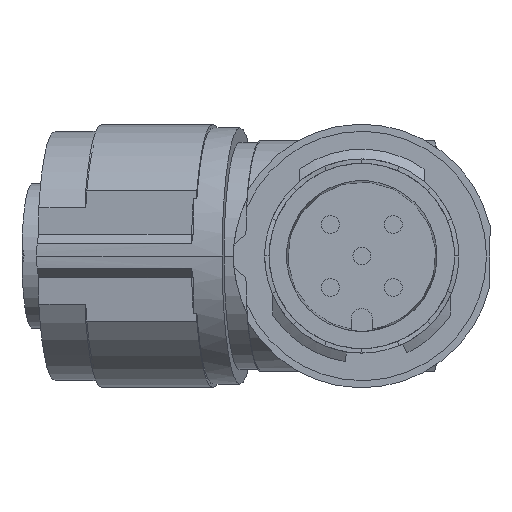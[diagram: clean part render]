
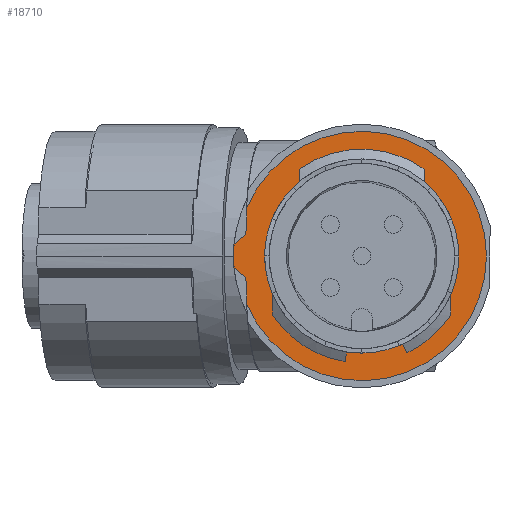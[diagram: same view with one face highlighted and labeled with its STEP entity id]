
A CAD part, left-side view. The second image highlights one B-rep face of the part: STEP entity #18710.
In plain terms, the highlighted planar face has unit normal (-1, 0, 0).
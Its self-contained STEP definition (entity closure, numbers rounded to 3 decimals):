
#5140=CARTESIAN_POINT('',(-37.178,5.264,
1.411));
#5150=VERTEX_POINT('',#5140);
#8210=CARTESIAN_POINT('',(-37.178,-5.264,
-1.411));
#8220=VERTEX_POINT('',#8210);
#8250=CARTESIAN_POINT('',(-37.178,0.,
0.));
#8260=DIRECTION('',(1.,0.,0.));
#8270=DIRECTION('',(0.,0.966,
0.259));
#8280=AXIS2_PLACEMENT_3D('',#8250,#8260,#8270);
#8290=CIRCLE('',#8280,5.45);
#8300=EDGE_CURVE('',#8220,#5150,#8290,.T.);
#18050=CARTESIAN_POINT('',(-37.178,-6.225,
0.));
#18060=DIRECTION('',(-1.,0.,0.));
#18070=DIRECTION('',(0.,0.,-1.));
#18080=AXIS2_PLACEMENT_3D('',#18050,#18060,#18070);
#18090=PLANE('',#18080);
#18100=EDGE_CURVE('',#5150,#8220,#8290,.T.);
#18110=ORIENTED_EDGE('',*,*,#18100,.T.);
#18120=ORIENTED_EDGE('',*,*,#8300,.T.);
#18130=EDGE_LOOP('',(#18120,#18110));
#18140=FACE_BOUND('',#18130,.T.);
#18150=CARTESIAN_POINT('',(-37.178,-6.975,
12.128));
#18160=DIRECTION('',(0.,-0.777,
0.629));
#18170=VECTOR('',#18160,1.);
#18180=LINE('',#18150,#18170);
#18190=CARTESIAN_POINT('',(-37.178,7.168,
0.675));
#18200=VERTEX_POINT('',#18190);
#18210=CARTESIAN_POINT('',(-37.178,6.507,
1.21));
#18220=VERTEX_POINT('',#18210);
#18230=EDGE_CURVE('',#18200,#18220,#18180,.T.);
#18240=ORIENTED_EDGE('',*,*,#18230,.F.);
#18250=CARTESIAN_POINT('',(-37.178,6.55,
0.));
#18260=DIRECTION('',(0.,-0.035,
0.999));
#18270=VECTOR('',#18260,1.);
#18280=LINE('',#18250,#18270);
#18290=CARTESIAN_POINT('',(-37.178,6.455,
2.708));
#18300=VERTEX_POINT('',#18290);
#18310=EDGE_CURVE('',#18220,#18300,#18280,.T.);
#18320=ORIENTED_EDGE('',*,*,#18310,.F.);
#18330=CARTESIAN_POINT('',(-37.178,0.,
0.));
#18340=DIRECTION('',(-1.,0.,0.));
#18350=DIRECTION('',(0.,0.,-1.));
#18360=AXIS2_PLACEMENT_3D('',#18330,#18340,#18350);
#18370=CIRCLE('',#18360,7.);
#18380=CARTESIAN_POINT('',(-37.178,6.455,
-2.708));
#18390=VERTEX_POINT('',#18380);
#18400=EDGE_CURVE('',#18390,#18300,#18370,.T.);
#18410=ORIENTED_EDGE('',*,*,#18400,.T.);
#18420=CARTESIAN_POINT('',(-37.178,6.55,
0.));
#18430=DIRECTION('',(0.,0.035,
0.999));
#18440=VECTOR('',#18430,1.);
#18450=LINE('',#18420,#18440);
#18460=CARTESIAN_POINT('',(-37.178,6.507,
-1.21));
#18470=VERTEX_POINT('',#18460);
#18480=EDGE_CURVE('',#18390,#18470,#18450,.T.);
#18490=ORIENTED_EDGE('',*,*,#18480,.F.);
#18500=CARTESIAN_POINT('',(-37.178,-6.975,
-12.128));
#18510=DIRECTION('',(0.,0.777,
0.629));
#18520=VECTOR('',#18510,1.);
#18530=LINE('',#18500,#18520);
#18540=CARTESIAN_POINT('',(-37.178,7.168,
-0.675));
#18550=VERTEX_POINT('',#18540);
#18560=EDGE_CURVE('',#18470,#18550,#18530,.T.);
#18570=ORIENTED_EDGE('',*,*,#18560,.F.);
#18580=CARTESIAN_POINT('',(-37.178,0.,
0.));
#18590=DIRECTION('',(1.,0.,0.));
#18600=DIRECTION('',(0.,1.,0.));
#18610=AXIS2_PLACEMENT_3D('',#18580,#18590,#18600);
#18620=CIRCLE('',#18610,7.2);
#18630=CARTESIAN_POINT('',(-37.178,7.2,
0.));
#18640=VERTEX_POINT('',#18630);
#18650=EDGE_CURVE('',#18550,#18640,#18620,.T.);
#18660=ORIENTED_EDGE('',*,*,#18650,.F.);
#18670=EDGE_CURVE('',#18640,#18200,#18620,.T.);
#18680=ORIENTED_EDGE('',*,*,#18670,.F.);
#18690=EDGE_LOOP('',(#18680,#18660,#18570,#18490,#18410,#18320,#18240));
#18700=FACE_OUTER_BOUND('',#18690,.T.);
#18710=ADVANCED_FACE('',(#18140,#18700),#18090,.T.);
